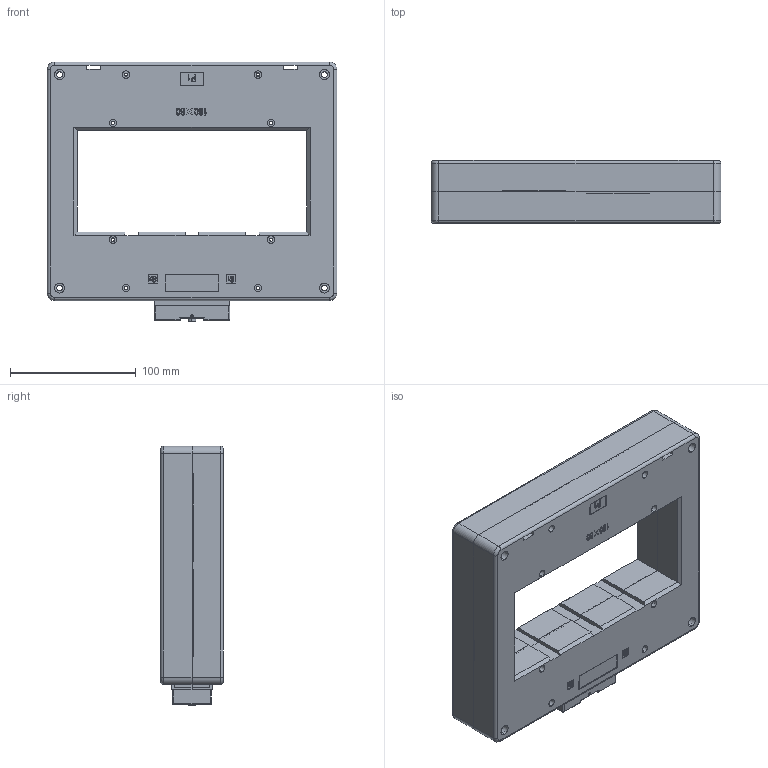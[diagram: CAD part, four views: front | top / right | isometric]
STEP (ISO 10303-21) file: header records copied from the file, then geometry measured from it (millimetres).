
FILE_DESCRIPTION (( 'STEP AP203' ), '1' );
FILE_NAME ('180装配体.STEP', '2025-02-28T08:58:39', ( '微软用户' ), ( '微软中国' ), 'SwSTEP 2.0', 'SolidWorks 2019', '' );
FILE_SCHEMA (( 'CONFIG_CONTROL_DESIGN' ));
Length unit declared in the file: millimetre
Products named in the file (10): 180蚾饜极; 180P2; 諉盄啣; 肣И璃5x10陔; 諉盄蹟佪3; 蹟隊; 裔; 180P1; 蹟隊郪磁; M4蹟譫
Assembly tree (12 placements, depth 3):
  180蚾饜极
    180P1
    180P2
    肣И璃5x10陔  x2
    蹟隊郪磁
      M4蹟譫
      蹟隊
    諉盄蹟佪3  x2
    諉盄啣  x2
    裔
Bounding box: 231 x 50 x 207 mm (x, y, z)
Volume: 318935.7 mm3; surface area: 289703.7 mm2
Topology: 11 solids, 11 shells, 1496 faces, 3803 edges, 2477 vertices
Faces by surface type: plane 909, cylinder 355, bspline 133, cone 57, torus 26, sphere 16
Entity records: 54958 total; most frequent: CARTESIAN_POINT 19793, ORIENTED_EDGE 7186, DIRECTION 6622, EDGE_CURVE 3593, VECTOR 2514, LINE 2514, VERTEX_POINT 2353, AXIS2_PLACEMENT_3D 2054
